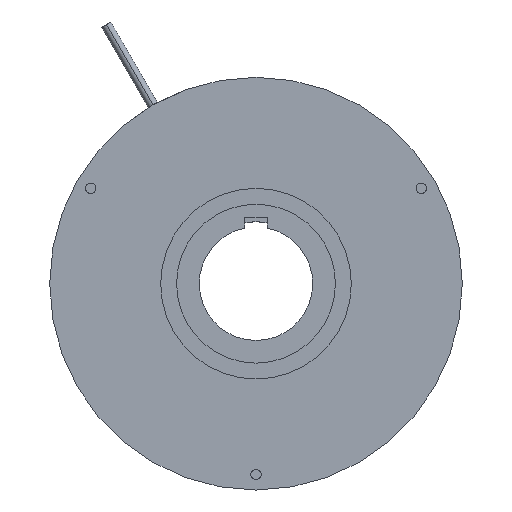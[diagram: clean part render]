
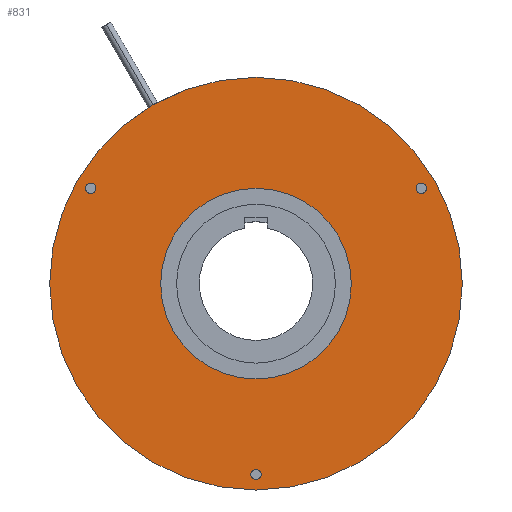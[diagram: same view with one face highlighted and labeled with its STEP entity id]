
A CAD part, left-side view. The second image highlights one B-rep face of the part: STEP entity #831.
In plain terms, the highlighted planar face has unit normal (-1, 0, 0).
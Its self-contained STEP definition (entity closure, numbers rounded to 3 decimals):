
#595=CARTESIAN_POINT('POINT93',(0.,
   0.,254.));
#596=VERTEX_POINT('VERTEX93',#595);
#603=CARTESIAN_POINT('POINT94',(0.,
   0.,-254.));
#604=VERTEX_POINT('VERTEX94',#603);
#605=CARTESIAN_POINT('POS135',(0.,0.,0.))
   ;
#606=DIRECTION('DIR214',(-1.,0.,0.));
#607=DIRECTION('DIR215',(0.,0.,1.));
#608=AXIS2_PLACEMENT_3D('AXIS80',#605,#606,#607);
#609=CIRCLE('ELLIPSE36',#608,254.);
#610=EDGE_CURVE('EDGE136',#604,#596,#609,.T.);
#630=EDGE_CURVE('EDGE138',#596,#604,#609,.T.);
#635=CARTESIAN_POINT('POINT95',(0.,
   -6.35,-234.95));
#636=VERTEX_POINT('VERTEX95',#635);
#643=CARTESIAN_POINT('POINT96',(0.,
   6.35,-234.95));
#644=VERTEX_POINT('VERTEX96',#643);
#645=CARTESIAN_POINT('POS139',(0.,
   0.,-234.95));
#646=DIRECTION('DIR220',(1.,0.,
   0.));
#647=DIRECTION('DIR221',(0.,-1.,
   0.));
#648=AXIS2_PLACEMENT_3D('AXIS82',#645,#646,#647);
#649=CIRCLE('ELLIPSE37',#648,6.35);
#650=EDGE_CURVE('EDGE140',#644,#636,#649,.T.);
#670=EDGE_CURVE('EDGE142',#636,#644,#649,.T.);
#675=CARTESIAN_POINT('POINT97',(0.,
   206.648,111.976));
#676=VERTEX_POINT('VERTEX97',#675);
#683=CARTESIAN_POINT('POINT98',(0.,
   200.298,122.974));
#684=VERTEX_POINT('VERTEX98',#683);
#685=CARTESIAN_POINT('POS143',(0.,
   203.473,117.475));
#686=DIRECTION('DIR226',(1.,0.,
   0.));
#687=DIRECTION('DIR227',(0.,0.5,
   -0.866));
#688=AXIS2_PLACEMENT_3D('AXIS84',#685,#686,#687);
#689=CIRCLE('ELLIPSE38',#688,6.35);
#690=EDGE_CURVE('EDGE144',#684,#676,#689,.T.);
#710=EDGE_CURVE('EDGE146',#676,#684,#689,.T.);
#715=CARTESIAN_POINT('POINT99',(0.,
   -200.298,122.974));
#716=VERTEX_POINT('VERTEX99',#715);
#723=CARTESIAN_POINT('POINT100',(0.,
   -206.648,111.976));
#724=VERTEX_POINT('VERTEX100',#723);
#725=CARTESIAN_POINT('POS147',(0.,
   -203.473,117.475));
#726=DIRECTION('DIR232',(1.,0.,
   0.));
#727=DIRECTION('DIR233',(0.,0.5,
   0.866));
#728=AXIS2_PLACEMENT_3D('AXIS86',#725,#726,#727);
#729=CIRCLE('ELLIPSE39',#728,6.35);
#730=EDGE_CURVE('EDGE148',#724,#716,#729,.T.);
#750=EDGE_CURVE('EDGE150',#716,#724,#729,.T.);
#795=ORIENTED_EDGE('COEDGE299',*,*,#750,.T.);
#796=ORIENTED_EDGE('COEDGE300',*,*,#730,.T.);
#797=EDGE_LOOP('NONE',(#795,#796));
#798=FACE_BOUND('LOOP1',#797,.T.);
#799=ORIENTED_EDGE('COEDGE301',*,*,#710,.T.);
#800=ORIENTED_EDGE('COEDGE302',*,*,#690,.T.);
#801=EDGE_LOOP('NONE',(#799,#800));
#802=FACE_BOUND('LOOP1',#801,.T.);
#803=ORIENTED_EDGE('COEDGE303',*,*,#670,.T.);
#804=ORIENTED_EDGE('COEDGE304',*,*,#650,.T.);
#805=EDGE_LOOP('NONE',(#803,#804));
#806=FACE_BOUND('LOOP1',#805,.T.);
#807=CARTESIAN_POINT('POINT103',(0.,
   0.,117.348));
#808=VERTEX_POINT('VERTEX103',#807);
#809=CARTESIAN_POINT('POINT104',(0.,
   0.,-117.348));
#810=VERTEX_POINT('VERTEX104',#809);
#811=CARTESIAN_POINT('POS154',(0.,0.,0.))
   ;
#812=DIRECTION('DIR243',(-1.,0.,0.));
#813=DIRECTION('DIR244',(0.,0.,1.));
#814=AXIS2_PLACEMENT_3D('AXIS90',#811,#812,#813);
#815=CIRCLE('ELLIPSE41',#814,117.348);
#816=EDGE_CURVE('EDGE155',#808,#810,#815,.T.);
#817=ORIENTED_EDGE('COEDGE305',*,*,#816,.F.);
#818=EDGE_CURVE('EDGE156',#810,#808,#815,.T.);
#819=ORIENTED_EDGE('COEDGE306',*,*,#818,.F.);
#820=EDGE_LOOP('NONE',(#817,#819));
#821=FACE_BOUND('LOOP1',#820,.T.);
#822=ORIENTED_EDGE('COEDGE307',*,*,#630,.T.);
#823=ORIENTED_EDGE('COEDGE308',*,*,#610,.T.);
#824=EDGE_LOOP('NONE',(#822,#823));
#825=FACE_BOUND('LOOP1',#824,.T.);
#826=CARTESIAN_POINT('POS155',(0.,
   0.,185.674));
#827=DIRECTION('DIR245',(-1.,0.,0.));
#828=DIRECTION('DIR246',(0.,1.,0.));
#829=AXIS2_PLACEMENT_3D('AXIS91',#826,#827,#828);
#830=PLANE('PLANE29',#829);
#831=ADVANCED_FACE('FACE71',(#798,#802,#806,#821,#825),#830,.T.);
